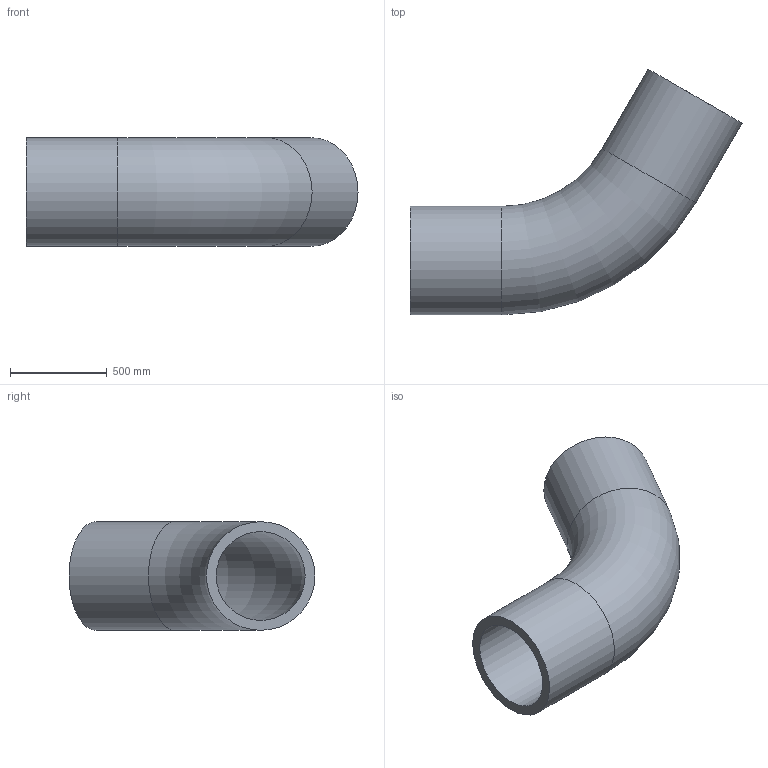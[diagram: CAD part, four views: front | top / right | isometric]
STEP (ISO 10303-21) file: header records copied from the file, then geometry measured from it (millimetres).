
FILE_DESCRIPTION(/* description */ ('PE100 Sweep Bend 60°, Ø560, SDR11 PN16'),/* implementation_level */ '2;1');
FILE_NAME(/* name */ 'S60E11-RC-560'/* time_stamp */ '2021-11-10T16:26:05+01:00',/* author */ ('COAB Solutions'),/* organization */ ('GPA Flowsystem'),/* preprocessor_version */ '',/* originating_system */ 'www.coabsolutions.com',/* authorisation */ '');
FILE_SCHEMA (('AUTOMOTIVE_DESIGN { 1 0 10303 214 3 1 1 }'));
Length unit declared in the file: millimetre
Products named in the file (1): S60E11-RC-560
Bounding box: 1712.49 x 1268.7 x 560 mm (x, y, z)
Volume: 151617181.5 mm3; surface area: 6131709.8 mm2
Topology: 1 solids, 1 shells, 8 faces, 16 edges, 10 vertices
Faces by surface type: cylinder 4, torus 2, plane 2
Full cylindrical faces by diameter (mm): 458.4 x2, 560 x2
Entity records: 261 total; most frequent: DIRECTION 46, CARTESIAN_POINT 35, ORIENTED_EDGE 32, AXIS2_PLACEMENT_3D 21, EDGE_CURVE 16, CIRCLE 12, EDGE_LOOP 10, VERTEX_POINT 10
